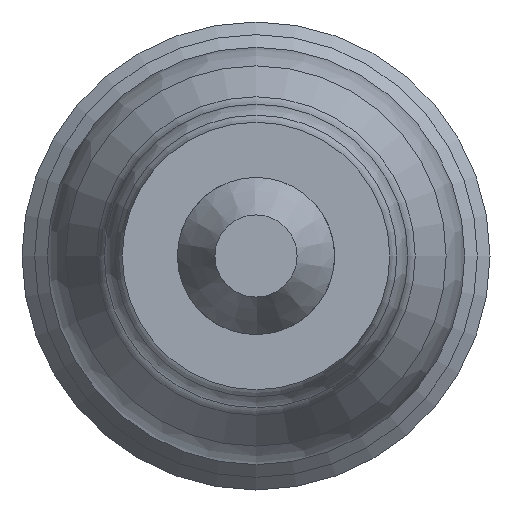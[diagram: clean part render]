
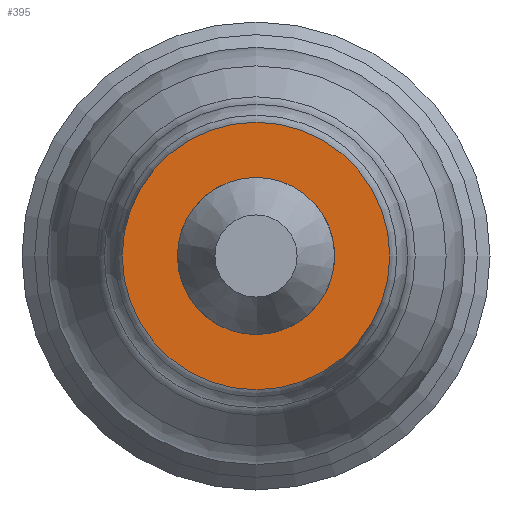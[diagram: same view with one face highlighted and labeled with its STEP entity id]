
A CAD part, left-side view. The second image highlights one B-rep face of the part: STEP entity #395.
In plain terms, the highlighted planar face has unit normal (-1, 0, 0).
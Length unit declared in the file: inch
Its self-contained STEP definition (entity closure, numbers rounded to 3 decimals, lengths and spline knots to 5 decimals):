
#28 = CIRCLE ( 'NONE', #392, 0.01243 ) ;
#40 = VERTEX_POINT ( 'NONE', #365 ) ;
#56 = DIRECTION ( 'NONE',  ( 0., 0., 1. ) ) ;
#59 = VERTEX_POINT ( 'NONE', #304 ) ;
#71 = EDGE_CURVE ( 'NONE', #40, #40, #337, .T. ) ;
#99 = PLANE ( 'NONE',  #403 ) ;
#147 = DIRECTION ( 'NONE',  ( 0., 0., -1. ) ) ;
#165 = DIRECTION ( 'NONE',  ( 1., 0., 0. ) ) ;
#178 = EDGE_CURVE ( 'NONE', #59, #59, #28, .T. ) ;
#273 = DIRECTION ( 'NONE',  ( 0., 0., -1. ) ) ;
#304 = CARTESIAN_POINT ( 'NONE',  ( 0., 0., -0.01243 ) ) ;
#337 = CIRCLE ( 'NONE', #580, 0.02115 ) ;
#352 = DIRECTION ( 'NONE',  ( -1., 0., 0. ) ) ;
#365 = CARTESIAN_POINT ( 'NONE',  ( 0., 0., 0.02115 ) ) ;
#392 = AXIS2_PLACEMENT_3D ( 'NONE', #536, #597, #147 ) ;
#395 = ADVANCED_FACE ( 'NONE', ( #752, #615 ), #99, .F. ) ;
#403 = AXIS2_PLACEMENT_3D ( 'NONE', #749, #165, #273 ) ;
#536 = CARTESIAN_POINT ( 'NONE',  ( 0., 0., 0. ) ) ;
#541 = EDGE_LOOP ( 'NONE', ( #581 ) ) ;
#580 = AXIS2_PLACEMENT_3D ( 'NONE', #703, #352, #56 ) ;
#581 = ORIENTED_EDGE ( 'NONE', *, *, #178, .T. ) ;
#597 = DIRECTION ( 'NONE',  ( 1., 0., 0. ) ) ;
#615 = FACE_OUTER_BOUND ( 'NONE', #617, .T. ) ;
#617 = EDGE_LOOP ( 'NONE', ( #712 ) ) ;
#703 = CARTESIAN_POINT ( 'NONE',  ( 0., 0., 0. ) ) ;
#712 = ORIENTED_EDGE ( 'NONE', *, *, #71, .T. ) ;
#749 = CARTESIAN_POINT ( 'NONE',  ( 0., 0.02115, 0. ) ) ;
#752 = FACE_BOUND ( 'NONE', #541, .T. ) ;
